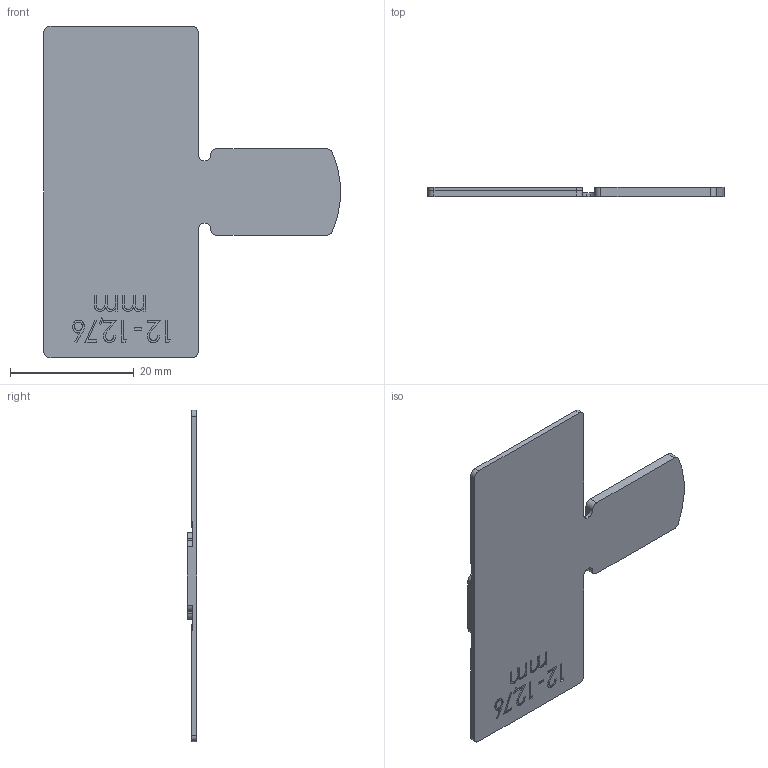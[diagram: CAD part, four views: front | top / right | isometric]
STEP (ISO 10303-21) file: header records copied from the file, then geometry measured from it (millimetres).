
FILE_DESCRIPTION (( 'STEP AP203' ), '1' );
FILE_NAME ('A19_07-013.STEP', '2019-06-05T07:02:49', ( '' ), ( '' ), 'SwSTEP 2.0', 'SolidWorks 2013', '' );
FILE_SCHEMA (( 'CONFIG_CONTROL_DESIGN' ));
Length unit declared in the file: millimetre
Products named in the file (1): A19_07-013
Bounding box: 47.95 x 1.5 x 53.6 mm (x, y, z)
Volume: 1783.8 mm3; surface area: 3614.3 mm2
Topology: 1 solids, 1 shells, 155 faces, 424 edges, 282 vertices
Faces by surface type: plane 95, bspline 39, cylinder 21
Entity records: 7063 total; most frequent: CARTESIAN_POINT 3277, ORIENTED_EDGE 848, DIRECTION 622, EDGE_CURVE 424, VECTOR 304, LINE 304, VERTEX_POINT 282, EDGE_LOOP 166
